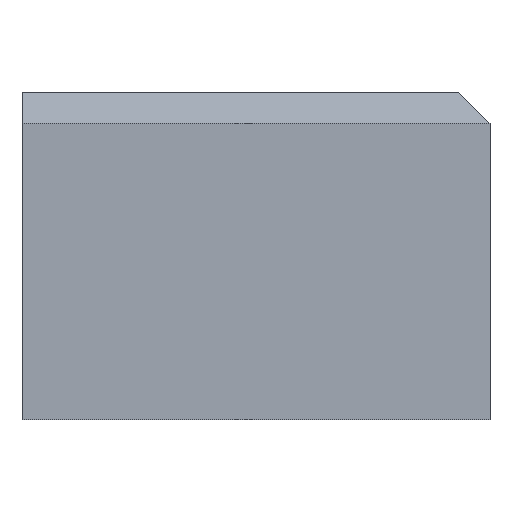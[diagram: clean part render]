
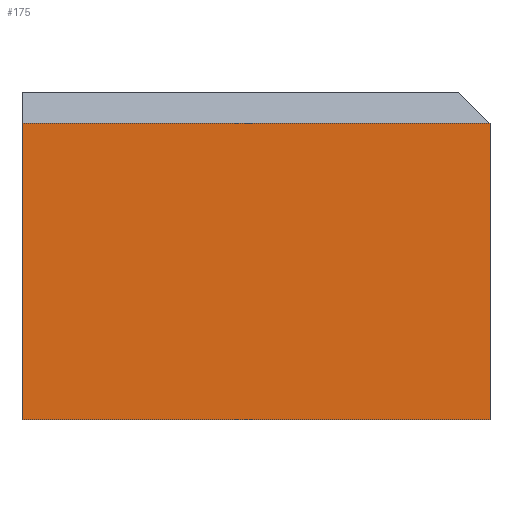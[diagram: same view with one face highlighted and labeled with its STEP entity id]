
A CAD part, left-side view. The second image highlights one B-rep face of the part: STEP entity #175.
In plain terms, the highlighted planar face has unit normal (-1, 0, 0).
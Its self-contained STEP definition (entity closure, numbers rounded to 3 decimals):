
#175=ADVANCED_FACE('',(#382),#384,.F.);
#382=FACE_BOUND('',#383,.T.);
#383=EDGE_LOOP('',(#521,#522,#523,#524));
#384=PLANE('',#385);
#385=AXIS2_PLACEMENT_3D('',#386,#387,#388);
#386=CARTESIAN_POINT('',(6.,6.,4.));
#387=DIRECTION('',(1.,0.,-0.));
#388=DIRECTION('',(0.,1.,0.));
#521=ORIENTED_EDGE('',*,*,#594,.F.);
#522=ORIENTED_EDGE('',*,*,#602,.T.);
#523=ORIENTED_EDGE('',*,*,#600,.T.);
#524=ORIENTED_EDGE('',*,*,#571,.T.);
#571=EDGE_CURVE('',#635,#632,#636,.T.);
#594=EDGE_CURVE('',#678,#632,#680,.T.);
#600=EDGE_CURVE('',#686,#635,#687,.T.);
#602=EDGE_CURVE('',#678,#686,#689,.T.);
#632=VERTEX_POINT('',#755);
#635=VERTEX_POINT('',#760);
#636=LINE('',#761,#762);
#678=VERTEX_POINT('',#847);
#680=LINE('',#851,#852);
#686=VERTEX_POINT('',#869);
#687=LINE('',#870,#871);
#689=LINE('',#876,#877);
#755=CARTESIAN_POINT('',(6.,6.,0.));
#760=CARTESIAN_POINT('',(6.,36.,0.));
#761=CARTESIAN_POINT('',(6.,36.,0.));
#762=VECTOR('',#763,1.);
#763=DIRECTION('',(0.,-1.,0.));
#847=CARTESIAN_POINT('',(6.,6.,19.));
#851=CARTESIAN_POINT('',(6.,6.,19.));
#852=VECTOR('',#853,1.);
#853=DIRECTION('',(0.,0.,-1.));
#869=CARTESIAN_POINT('',(6.,36.,19.));
#870=CARTESIAN_POINT('',(6.,36.,19.));
#871=VECTOR('',#872,1.);
#872=DIRECTION('',(0.,0.,-1.));
#876=CARTESIAN_POINT('',(6.,6.,19.));
#877=VECTOR('',#878,1.);
#878=DIRECTION('',(0.,1.,0.));
